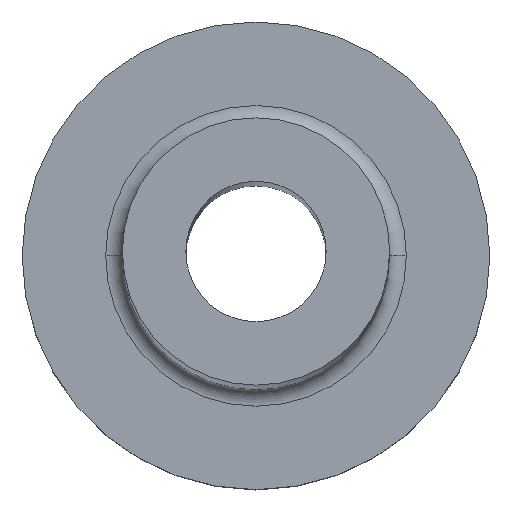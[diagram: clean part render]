
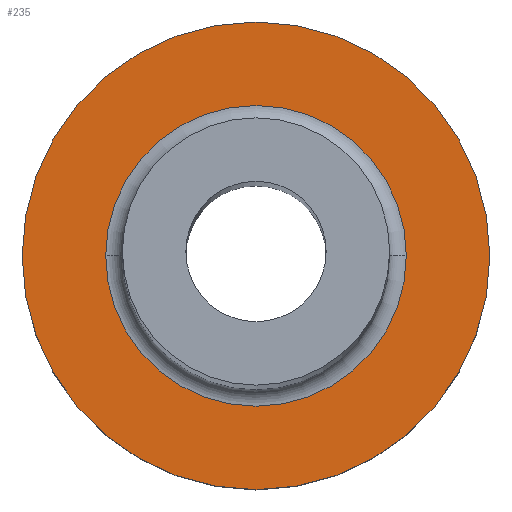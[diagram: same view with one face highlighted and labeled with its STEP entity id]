
A CAD part, top view. The second image highlights one B-rep face of the part: STEP entity #235.
In plain terms, the highlighted planar face has unit normal (0, 0, 1).
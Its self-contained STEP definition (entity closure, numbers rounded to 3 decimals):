
#10 = FACE_BOUND ( 'NONE', #81, .T. ) ;
#20 = EDGE_CURVE ( 'NONE', #371, #366, #172, .T. ) ;
#30 = DIRECTION ( 'NONE',  ( 0., 0., -1. ) ) ;
#35 = EDGE_CURVE ( 'NONE', #152, #168, #294, .T. ) ;
#47 = CARTESIAN_POINT ( 'NONE',  ( 0., 0., 5. ) ) ;
#50 = DIRECTION ( 'NONE',  ( 1., 0., 0. ) ) ;
#54 = ORIENTED_EDGE ( 'NONE', *, *, #177, .T. ) ;
#59 = ORIENTED_EDGE ( 'NONE', *, *, #20, .T. ) ;
#61 = DIRECTION ( 'NONE',  ( 0., 0., 1. ) ) ;
#63 = DIRECTION ( 'NONE',  ( 1., 0., 0. ) ) ;
#68 = CARTESIAN_POINT ( 'NONE',  ( 0., 0., 5. ) ) ;
#80 = CARTESIAN_POINT ( 'NONE',  ( 7., 0., 5. ) ) ;
#81 = EDGE_LOOP ( 'NONE', ( #59, #114 ) ) ;
#87 = AXIS2_PLACEMENT_3D ( 'NONE', #124, #347, #240 ) ;
#103 = DIRECTION ( 'NONE',  ( 1., 0., 0. ) ) ;
#109 = AXIS2_PLACEMENT_3D ( 'NONE', #160, #129, #50 ) ;
#114 = ORIENTED_EDGE ( 'NONE', *, *, #125, .T. ) ;
#124 = CARTESIAN_POINT ( 'NONE',  ( 0., 0., 5. ) ) ;
#125 = EDGE_CURVE ( 'NONE', #366, #371, #262, .T. ) ;
#129 = DIRECTION ( 'NONE',  ( 0., 0., 1. ) ) ;
#131 = AXIS2_PLACEMENT_3D ( 'NONE', #47, #279, #103 ) ;
#152 = VERTEX_POINT ( 'NONE', #80 ) ;
#160 = CARTESIAN_POINT ( 'NONE',  ( 0., 0., 5. ) ) ;
#168 = VERTEX_POINT ( 'NONE', #272 ) ;
#169 = CARTESIAN_POINT ( 'NONE',  ( -4.5, 0., 5. ) ) ;
#172 = CIRCLE ( 'NONE', #87, 4.5 ) ;
#177 = EDGE_CURVE ( 'NONE', #168, #152, #210, .T. ) ;
#198 = ORIENTED_EDGE ( 'NONE', *, *, #35, .T. ) ;
#208 = DIRECTION ( 'NONE',  ( 1., 0., 0. ) ) ;
#210 = CIRCLE ( 'NONE', #109, 7. ) ;
#231 = AXIS2_PLACEMENT_3D ( 'NONE', #312, #30, #63 ) ;
#235 = ADVANCED_FACE ( 'NONE', ( #10, #248 ), #244, .T. ) ;
#240 = DIRECTION ( 'NONE',  ( 1., 0., 0. ) ) ;
#244 = PLANE ( 'NONE',  #131 ) ;
#248 = FACE_OUTER_BOUND ( 'NONE', #331, .T. ) ;
#262 = CIRCLE ( 'NONE', #231, 4.5 ) ;
#272 = CARTESIAN_POINT ( 'NONE',  ( -7., 0., 5. ) ) ;
#279 = DIRECTION ( 'NONE',  ( 0., 0., 1. ) ) ;
#294 = CIRCLE ( 'NONE', #328, 7. ) ;
#312 = CARTESIAN_POINT ( 'NONE',  ( 0., 0., 5. ) ) ;
#328 = AXIS2_PLACEMENT_3D ( 'NONE', #68, #61, #208 ) ;
#331 = EDGE_LOOP ( 'NONE', ( #54, #198 ) ) ;
#347 = DIRECTION ( 'NONE',  ( 0., 0., -1. ) ) ;
#366 = VERTEX_POINT ( 'NONE', #169 ) ;
#371 = VERTEX_POINT ( 'NONE', #381 ) ;
#381 = CARTESIAN_POINT ( 'NONE',  ( 4.5, 0., 5. ) ) ;
